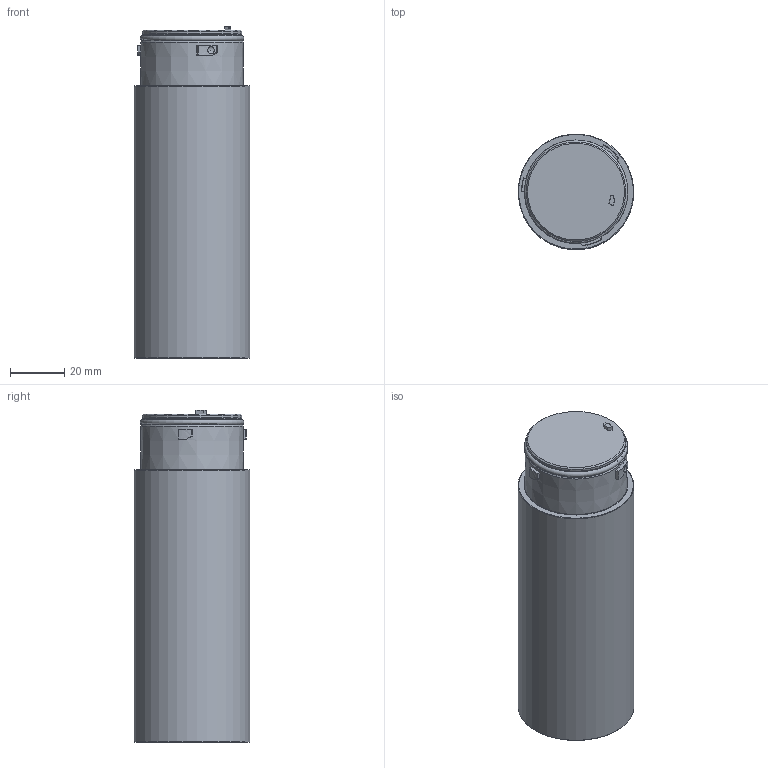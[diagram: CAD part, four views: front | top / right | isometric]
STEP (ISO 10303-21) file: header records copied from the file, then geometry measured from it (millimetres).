
FILE_DESCRIPTION(/* description */ (''),/* implementation_level */ '2;1');
FILE_NAME(/* name */ 'ZEP.stp',/* time_stamp */ '2014-12-01T09:39:01+01:00',/* author */ (''),/* organization */ (''),/* preprocessor_version */ 'ST-DEVELOPER v11',/* originating_system */ 'SIEMENS PLM Software NX 7.5',/* authorisation */ '');
FILE_SCHEMA (('AUTOMOTIVE_DESIGN { 1 0 10303 214 1 1 1 1 }'));
Length unit declared in the file: millimetre
Products named in the file (1): m.ne988Bw307
Bounding box: 42.37 x 42.37 x 122 mm (x, y, z)
Volume: 145095.7 mm3; surface area: 23974.3 mm2
Topology: 1 solids, 9 shells, 279 faces, 662 edges, 384 vertices
Faces by surface type: plane 75, cylinder 68, bspline 55, sphere 33, torus 28, cone 20
Full cylindrical faces by diameter (mm): 35.6 x2, 36.6 x1, 42.5 x1
Entity records: 9563 total; most frequent: CARTESIAN_POINT 3915, ORIENTED_EDGE 1200, DIRECTION 1108, EDGE_CURVE 600, AXIS2_PLACEMENT_3D 487, VERTEX_POINT 366, EDGE_LOOP 304, ADVANCED_FACE 278
